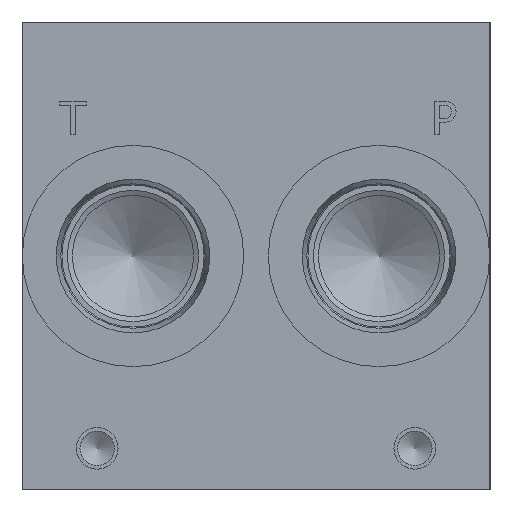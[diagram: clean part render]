
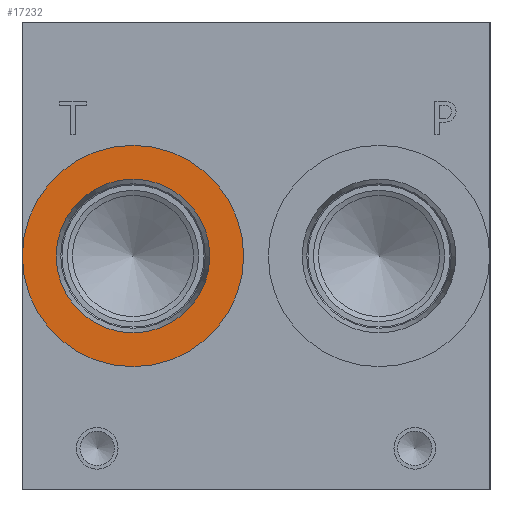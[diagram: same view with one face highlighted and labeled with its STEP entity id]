
A CAD part, left-side view. The second image highlights one B-rep face of the part: STEP entity #17232.
In plain terms, the highlighted planar face has unit normal (-1, 0, 0).
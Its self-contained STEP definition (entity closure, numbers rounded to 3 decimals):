
#609=CIRCLE('',#18087,21.019);
#610=CIRCLE('',#18088,21.019);
#611=CIRCLE('',#18090,14.592);
#612=CIRCLE('',#18091,14.592);
#1516=FACE_BOUND('',#3267,.T.);
#2264=FACE_OUTER_BOUND('',#3266,.T.);
#3266=EDGE_LOOP('',(#14289,#14290));
#3267=EDGE_LOOP('',(#14291,#14292));
#7785=VERTEX_POINT('',#29145);
#7786=VERTEX_POINT('',#29147);
#7787=VERTEX_POINT('',#29151);
#7788=VERTEX_POINT('',#29152);
#10071=EDGE_CURVE('',#7785,#7786,#609,.T.);
#10072=EDGE_CURVE('',#7786,#7785,#610,.T.);
#10073=EDGE_CURVE('',#7787,#7788,#611,.T.);
#10074=EDGE_CURVE('',#7788,#7787,#612,.T.);
#14289=ORIENTED_EDGE('',*,*,#10072,.F.);
#14290=ORIENTED_EDGE('',*,*,#10071,.F.);
#14291=ORIENTED_EDGE('',*,*,#10073,.T.);
#14292=ORIENTED_EDGE('',*,*,#10074,.T.);
#15938=PLANE('',#18089);
#17232=ADVANCED_FACE('',(#2264,#1516),#15938,.F.);
#18087=AXIS2_PLACEMENT_3D('',#29148,#21202,#21203);
#18088=AXIS2_PLACEMENT_3D('',#29149,#21204,#21205);
#18089=AXIS2_PLACEMENT_3D('',#29150,#21206,#21207);
#18090=AXIS2_PLACEMENT_3D('',#29153,#21208,#21209);
#18091=AXIS2_PLACEMENT_3D('',#29154,#21210,#21211);
#21202=DIRECTION('center_axis',(1.,0.,0.));
#21203=DIRECTION('ref_axis',(0.,0.,-1.));
#21204=DIRECTION('center_axis',(1.,0.,0.));
#21205=DIRECTION('ref_axis',(0.,0.,-1.));
#21206=DIRECTION('center_axis',(1.,0.,0.));
#21207=DIRECTION('ref_axis',(0.,0.,-1.));
#21208=DIRECTION('center_axis',(1.,0.,0.));
#21209=DIRECTION('ref_axis',(0.,0.,-1.));
#21210=DIRECTION('center_axis',(1.,0.,0.));
#21211=DIRECTION('ref_axis',(0.,0.,-1.));
#29145=CARTESIAN_POINT('',(0.787,67.818,23.432));
#29147=CARTESIAN_POINT('',(0.787,67.818,65.469));
#29148=CARTESIAN_POINT('Origin',(0.787,67.818,44.45));
#29149=CARTESIAN_POINT('Origin',(0.787,67.818,44.45));
#29150=CARTESIAN_POINT('Origin',(0.787,67.818,59.042));
#29151=CARTESIAN_POINT('',(0.787,67.818,59.042));
#29152=CARTESIAN_POINT('',(0.787,67.818,29.858));
#29153=CARTESIAN_POINT('Origin',(0.787,67.818,44.45));
#29154=CARTESIAN_POINT('Origin',(0.787,67.818,44.45));
